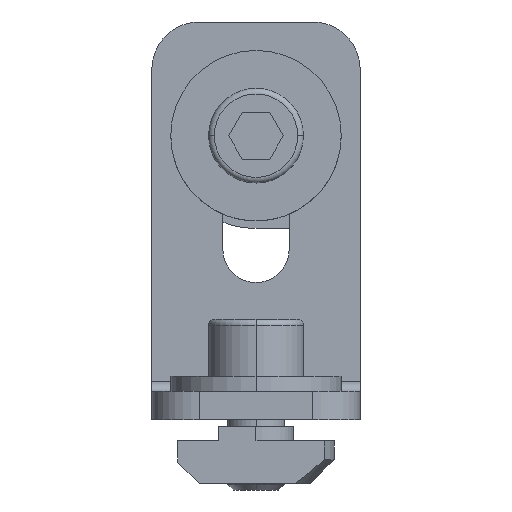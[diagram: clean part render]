
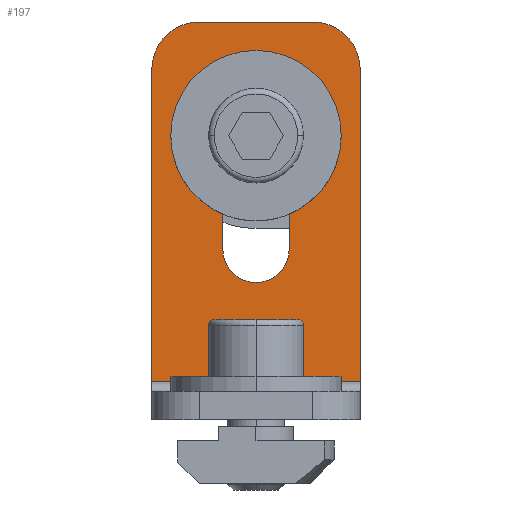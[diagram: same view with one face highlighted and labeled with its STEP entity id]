
A CAD part, front view. The second image highlights one B-rep face of the part: STEP entity #197.
In plain terms, the highlighted planar face has unit normal (0, -1, 0).
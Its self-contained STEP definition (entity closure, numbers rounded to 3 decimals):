
#197=ADVANCED_FACE('',(#490,#491),#492,.T.);
#490=FACE_BOUND('',#892,.T.);
#491=FACE_OUTER_BOUND('',#893,.T.);
#492=PLANE('',#894);
#892=EDGE_LOOP('',(#1411,#1412,#1413,#1414,#1415,#1416));
#893=EDGE_LOOP('',(#1417,#1418,#1419,#1420,#1421,#1422));
#894=AXIS2_PLACEMENT_3D('',#1423,#1424,#1425);
#1411=ORIENTED_EDGE('',*,*,#2403,.T.);
#1412=ORIENTED_EDGE('',*,*,#2452,.T.);
#1413=ORIENTED_EDGE('',*,*,#2405,.T.);
#1414=ORIENTED_EDGE('',*,*,#2453,.F.);
#1415=ORIENTED_EDGE('',*,*,#2454,.F.);
#1416=ORIENTED_EDGE('',*,*,#2455,.F.);
#1417=ORIENTED_EDGE('',*,*,#2456,.F.);
#1418=ORIENTED_EDGE('',*,*,#2457,.T.);
#1419=ORIENTED_EDGE('',*,*,#2458,.T.);
#1420=ORIENTED_EDGE('',*,*,#2459,.T.);
#1421=ORIENTED_EDGE('',*,*,#2460,.T.);
#1422=ORIENTED_EDGE('',*,*,#2461,.T.);
#1423=CARTESIAN_POINT('',(0.,-3.0,0.0));
#1424=DIRECTION('',(0.,-1.0,0.0));
#1425=DIRECTION('',(-1.0,0.,0.0));
#2403=EDGE_CURVE('',#2886,#2884,#2887,.T.);
#2405=EDGE_CURVE('',#2880,#2888,#2890,.T.);
#2452=EDGE_CURVE('',#2884,#2880,#2965,.T.);
#2453=EDGE_CURVE('',#2966,#2888,#2967,.T.);
#2454=EDGE_CURVE('',#2968,#2966,#2969,.T.);
#2455=EDGE_CURVE('',#2886,#2968,#2970,.T.);
#2456=EDGE_CURVE('',#2971,#2972,#2973,.T.);
#2457=EDGE_CURVE('',#2971,#2974,#2975,.T.);
#2458=EDGE_CURVE('',#2974,#2976,#2977,.T.);
#2459=EDGE_CURVE('',#2976,#2978,#2979,.T.);
#2460=EDGE_CURVE('',#2978,#2980,#2981,.T.);
#2461=EDGE_CURVE('',#2980,#2972,#2982,.T.);
#2880=VERTEX_POINT('',#3535);
#2884=VERTEX_POINT('',#3540);
#2886=VERTEX_POINT('',#3543);
#2887=CIRCLE('',#3544,9.0);
#2888=VERTEX_POINT('',#3545);
#2890=CIRCLE('',#3547,9.0);
#2965=CIRCLE('',#3636,9.0);
#2966=VERTEX_POINT('',#3637);
#2967=LINE('',#3638,#3639);
#2968=VERTEX_POINT('',#3640);
#2969=CIRCLE('',#3641,3.5);
#2970=LINE('',#3642,#3643);
#2971=VERTEX_POINT('',#3644);
#2972=VERTEX_POINT('',#3645);
#2973=LINE('',#3646,#3647);
#2974=VERTEX_POINT('',#3648);
#2975=LINE('',#3649,#3650);
#2976=VERTEX_POINT('',#3651);
#2977=CIRCLE('',#3652,5.0);
#2978=VERTEX_POINT('',#3653);
#2979=LINE('',#3654,#3655);
#2980=VERTEX_POINT('',#3656);
#2981=CIRCLE('',#3657,5.0);
#2982=LINE('',#3658,#3659);
#3535=CARTESIAN_POINT('',(9.,-3.0,30.0));
#3540=CARTESIAN_POINT('',(-9.,-3.0,30.0));
#3543=CARTESIAN_POINT('',(-3.5,-3.0,21.708));
#3544=AXIS2_PLACEMENT_3D('',#4363,#4364,#4365);
#3545=CARTESIAN_POINT('',(3.5,-3.0,21.708));
#3547=AXIS2_PLACEMENT_3D('',#4369,#4370,#4371);
#3636=AXIS2_PLACEMENT_3D('',#4449,#4450,#4451);
#3637=CARTESIAN_POINT('',(3.5,-3.0,18.0));
#3638=CARTESIAN_POINT('',(3.5,-3.0,18.0));
#3639=VECTOR('',#4452,13.5);
#3640=CARTESIAN_POINT('',(-3.5,-3.0,18.0));
#3641=AXIS2_PLACEMENT_3D('',#4453,#4454,#4455);
#3642=CARTESIAN_POINT('',(-3.5,-3.0,31.5));
#3643=VECTOR('',#4456,13.5);
#3644=CARTESIAN_POINT('',(11.0,-3.0,4.0));
#3645=CARTESIAN_POINT('',(-11.0,-3.0,4.0));
#3646=CARTESIAN_POINT('',(11.0,-3.0,4.0));
#3647=VECTOR('',#4457,22.0);
#3648=CARTESIAN_POINT('',(11.0,-3.0,37.0));
#3649=CARTESIAN_POINT('',(11.0,-3.0,4.0));
#3650=VECTOR('',#4458,33.0);
#3651=CARTESIAN_POINT('',(6.,-3.0,42.0));
#3652=AXIS2_PLACEMENT_3D('',#4459,#4460,#4461);
#3653=CARTESIAN_POINT('',(-6.,-3.0,42.0));
#3654=CARTESIAN_POINT('',(6.,-3.0,42.0));
#3655=VECTOR('',#4462,12.0);
#3656=CARTESIAN_POINT('',(-11.0,-3.0,37.0));
#3657=AXIS2_PLACEMENT_3D('',#4463,#4464,#4465);
#3658=CARTESIAN_POINT('',(-11.0,-3.0,37.0));
#3659=VECTOR('',#4466,33.0);
#4363=CARTESIAN_POINT('',(0.,-3.0,30.0));
#4364=DIRECTION('',(0.,1.0,0.0));
#4365=DIRECTION('',(1.0,0.,0.0));
#4369=CARTESIAN_POINT('',(0.,-3.0,30.0));
#4370=DIRECTION('',(0.,1.0,0.0));
#4371=DIRECTION('',(1.0,0.,0.0));
#4449=CARTESIAN_POINT('',(0.,-3.0,30.0));
#4450=DIRECTION('',(0.,1.0,0.0));
#4451=DIRECTION('',(1.0,0.,0.0));
#4452=DIRECTION('',(0.0,0.0,1.0));
#4453=CARTESIAN_POINT('',(0.,-3.0,18.0));
#4454=DIRECTION('',(0.,-1.0,0.0));
#4455=DIRECTION('',(-1.0,0.,0.0));
#4456=DIRECTION('',(0.0,0.0,-1.0));
#4457=DIRECTION('',(-1.0,0.,0.0));
#4458=DIRECTION('',(0.0,0.0,1.0));
#4459=CARTESIAN_POINT('',(6.,-3.0,37.0));
#4460=DIRECTION('',(0.,-1.0,0.0));
#4461=DIRECTION('',(1.0,0.,0.0));
#4462=DIRECTION('',(-1.0,0.,0.0));
#4463=CARTESIAN_POINT('',(-6.,-3.0,37.0));
#4464=DIRECTION('',(0.,-1.0,0.0));
#4465=DIRECTION('',(0.0,0.0,1.0));
#4466=DIRECTION('',(0.0,0.0,-1.0));
